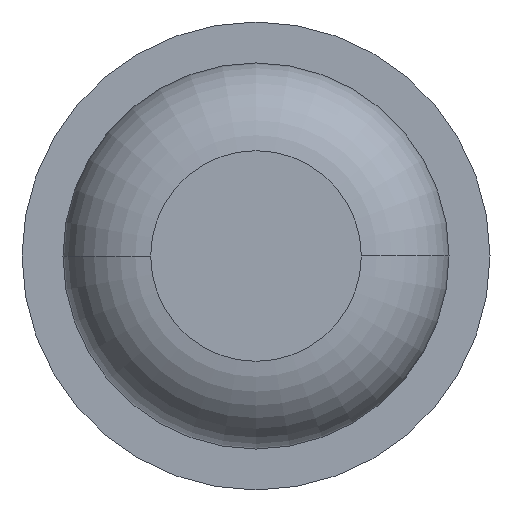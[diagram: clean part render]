
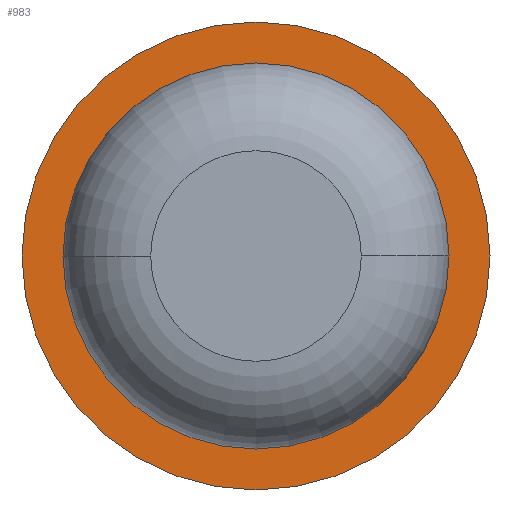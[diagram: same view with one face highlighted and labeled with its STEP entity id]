
A CAD part, front view. The second image highlights one B-rep face of the part: STEP entity #983.
In plain terms, the highlighted planar face has unit normal (0, -1, 0).
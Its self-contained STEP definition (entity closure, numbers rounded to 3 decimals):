
#2 = CIRCLE ( 'NONE', #984, 0.825 ) ;
#7 = AXIS2_PLACEMENT_3D ( 'NONE', #2082, #543, #1023 ) ;
#22 = VERTEX_POINT ( 'NONE', #1737 ) ;
#151 = CARTESIAN_POINT ( 'NONE',  ( 0.825, -6., 0. ) ) ;
#166 = VERTEX_POINT ( 'NONE', #151 ) ;
#307 = ORIENTED_EDGE ( 'NONE', *, *, #1247, .F. ) ;
#384 = DIRECTION ( 'NONE',  ( 0., 1., 0. ) ) ;
#455 = EDGE_CURVE ( 'Defeature ausgef�hrt1_5+Defeature ausgef�hrt1_0+Defeature ausgef�hrt1_0+Defeature ausgef�hrt1_0', #166, #3224, #1753, .T. ) ;
#543 = DIRECTION ( 'NONE',  ( 0., 1., 0. ) ) ;
#812 = ORIENTED_EDGE ( 'NONE', *, *, #455, .T. ) ;
#969 = PLANE ( 'NONE',  #2045 ) ;
#983 = ADVANCED_FACE ( 'Defeature ausgef�hrt1_5', ( #2978, #2306 ), #969, .F. ) ;
#984 = AXIS2_PLACEMENT_3D ( 'NONE', #3069, #1551, #2794 ) ;
#1023 = DIRECTION ( 'NONE',  ( -1., 0., 0. ) ) ;
#1030 = CARTESIAN_POINT ( 'NONE',  ( -0.825, -6., 0. ) ) ;
#1101 = CIRCLE ( 'NONE', #1367, 1. ) ;
#1167 = CIRCLE ( 'NONE', #1443, 1. ) ;
#1245 = CARTESIAN_POINT ( 'NONE',  ( 0.825, -6., 0. ) ) ;
#1247 = EDGE_CURVE ( 'Defeature ausgef�hrt1_6+Defeature ausgef�hrt1_5+Defeature ausgef�hrt1_5+Defeature ausgef�hrt1_5', #2352, #22, #1101, .T. ) ;
#1296 = ORIENTED_EDGE ( 'NONE', *, *, #3240, .T. ) ;
#1367 = AXIS2_PLACEMENT_3D ( 'NONE', #2878, #1643, #1884 ) ;
#1388 = EDGE_LOOP ( 'NONE', ( #1296, #812 ) ) ;
#1398 = CARTESIAN_POINT ( 'NONE',  ( 0., -6., 0. ) ) ;
#1411 = DIRECTION ( 'NONE',  ( -1., 0., 0. ) ) ;
#1443 = AXIS2_PLACEMENT_3D ( 'NONE', #1398, #384, #1411 ) ;
#1461 = EDGE_CURVE ( 'Defeature ausgef�hrt1_6+Defeature ausgef�hrt1_5+Defeature ausgef�hrt1_5+Defeature ausgef�hrt1_5', #22, #2352, #1167, .T. ) ;
#1551 = DIRECTION ( 'NONE',  ( 0., 1., 0. ) ) ;
#1643 = DIRECTION ( 'NONE',  ( 0., 1., 0. ) ) ;
#1737 = CARTESIAN_POINT ( 'NONE',  ( 1., -6., 0. ) ) ;
#1753 = CIRCLE ( 'NONE', #7, 0.825 ) ;
#1884 = DIRECTION ( 'NONE',  ( -1., 0., 0. ) ) ;
#2024 = DIRECTION ( 'NONE',  ( 0., 1., 0. ) ) ;
#2045 = AXIS2_PLACEMENT_3D ( 'NONE', #1245, #2024, #2523 ) ;
#2082 = CARTESIAN_POINT ( 'NONE',  ( 0., -6., 0. ) ) ;
#2306 = FACE_BOUND ( 'NONE', #1388, .T. ) ;
#2352 = VERTEX_POINT ( 'NONE', #2706 ) ;
#2523 = DIRECTION ( 'NONE',  ( -1., 0., 0. ) ) ;
#2658 = ORIENTED_EDGE ( 'NONE', *, *, #1461, .F. ) ;
#2706 = CARTESIAN_POINT ( 'NONE',  ( -1., -6., 0. ) ) ;
#2735 = EDGE_LOOP ( 'NONE', ( #307, #2658 ) ) ;
#2794 = DIRECTION ( 'NONE',  ( -1., 0., 0. ) ) ;
#2878 = CARTESIAN_POINT ( 'NONE',  ( 0., -6., 0. ) ) ;
#2978 = FACE_OUTER_BOUND ( 'NONE', #2735, .T. ) ;
#3069 = CARTESIAN_POINT ( 'NONE',  ( 0., -6., 0. ) ) ;
#3224 = VERTEX_POINT ( 'NONE', #1030 ) ;
#3240 = EDGE_CURVE ( 'Defeature ausgef�hrt1_5+Defeature ausgef�hrt1_0+Defeature ausgef�hrt1_0+Defeature ausgef�hrt1_0', #3224, #166, #2, .T. ) ;
